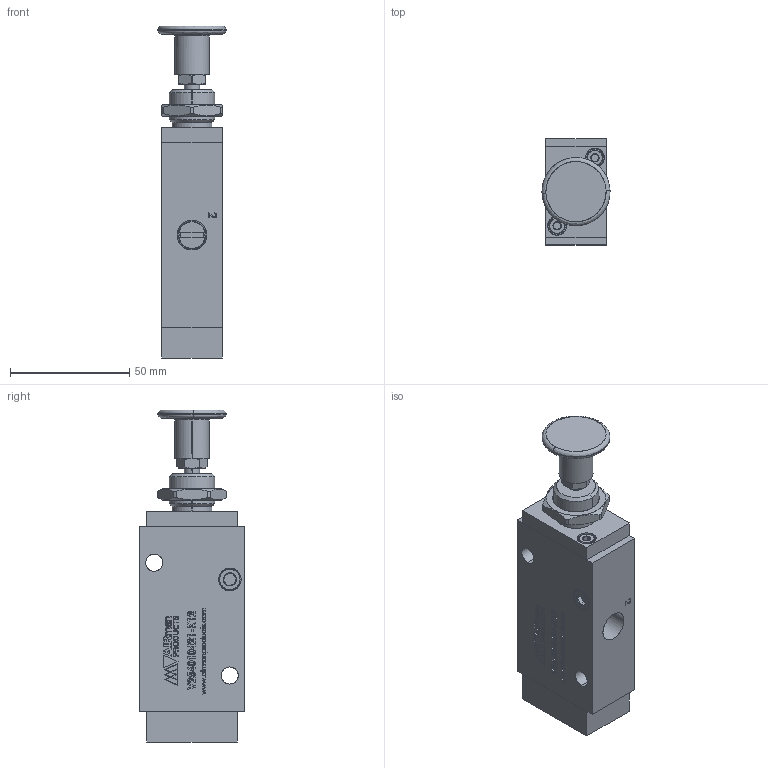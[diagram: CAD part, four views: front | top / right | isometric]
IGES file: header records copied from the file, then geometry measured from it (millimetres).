
Start section: SolidWorks IGES file using analytic representation for surfaces
Global section: file name: V254010421-K12-VALVE-.25-NPT-3-2-PP-AP.IGS; native system: SolidWorks 2018; preprocessor: SolidWorks 2018; author: engremote3; date: 210730.081535; units: inch
Bounding box: 28.57 x 44.45 x 139.38 mm (x, y, z)
Surface area: 23312.2 mm2 (no closed solid volume)
Topology: 0 solids, 0 shells, 1581 faces, 17285 edges, 17285 vertices
Faces by surface type: bspline 1438, revolution 143
